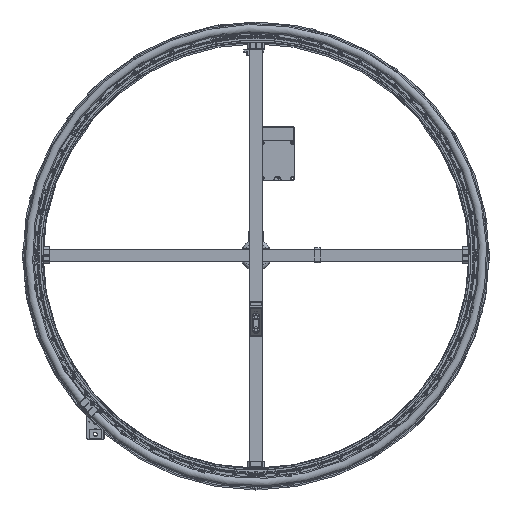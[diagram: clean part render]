
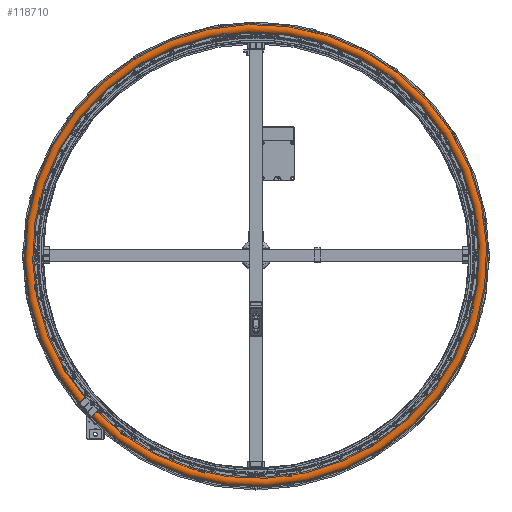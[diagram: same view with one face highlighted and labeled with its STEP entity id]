
A CAD part, top view. The second image highlights one B-rep face of the part: STEP entity #118710.
In plain terms, the highlighted toroidal (fillet/blend) face has major radius 370 mm and minor radius 8 mm.
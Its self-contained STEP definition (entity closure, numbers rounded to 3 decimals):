
#42=TOROIDAL_SURFACE('',#128237,370.,8.);
#11366=FACE_OUTER_BOUND('',#18908,.T.);
#18908=EDGE_LOOP('',(#94689,#94690,#94691,#94692));
#48368=CIRCLE('',#128230,8.);
#48370=CIRCLE('',#128233,8.);
#48373=CIRCLE('',#128238,362.);
#55488=VERTEX_POINT('',#189119);
#55490=VERTEX_POINT('',#189124);
#69299=EDGE_CURVE('',#55488,#55488,#48368,.T.);
#69301=EDGE_CURVE('',#55490,#55490,#48370,.T.);
#69304=EDGE_CURVE('',#55490,#55488,#48373,.T.);
#94689=ORIENTED_EDGE('',*,*,#69301,.T.);
#94690=ORIENTED_EDGE('',*,*,#69304,.T.);
#94691=ORIENTED_EDGE('',*,*,#69299,.T.);
#94692=ORIENTED_EDGE('',*,*,#69304,.F.);
#118710=ADVANCED_FACE('',(#11366),#42,.T.);
#128230=AXIS2_PLACEMENT_3D('',#189120,#150338,#150339);
#128233=AXIS2_PLACEMENT_3D('',#189125,#150344,#150345);
#128237=AXIS2_PLACEMENT_3D('',#189130,#150352,#150353);
#128238=AXIS2_PLACEMENT_3D('',#189131,#150354,#150355);
#150338=DIRECTION('center_axis',(1.,0.014,0.));
#150339=DIRECTION('ref_axis',(0.014,-1.,0.));
#150344=DIRECTION('center_axis',(-1.,0.014,
0.));
#150345=DIRECTION('ref_axis',(-0.014,-1.,0.));
#150352=DIRECTION('center_axis',(0.,0.,1.));
#150353=DIRECTION('ref_axis',(0.,1.,0.));
#150354=DIRECTION('center_axis',(0.,0.,-1.));
#150355=DIRECTION('ref_axis',(0.,1.,0.));
#189119=CARTESIAN_POINT('',(4.892,-361.967,0.));
#189120=CARTESIAN_POINT('Origin',(5.,-369.966,0.));
#189124=CARTESIAN_POINT('',(-4.892,-361.967,0.));
#189125=CARTESIAN_POINT('Origin',(-5.,-369.966,0.));
#189130=CARTESIAN_POINT('Origin',(0.,0.,0.));
#189131=CARTESIAN_POINT('Origin',(0.,0.,0.));
